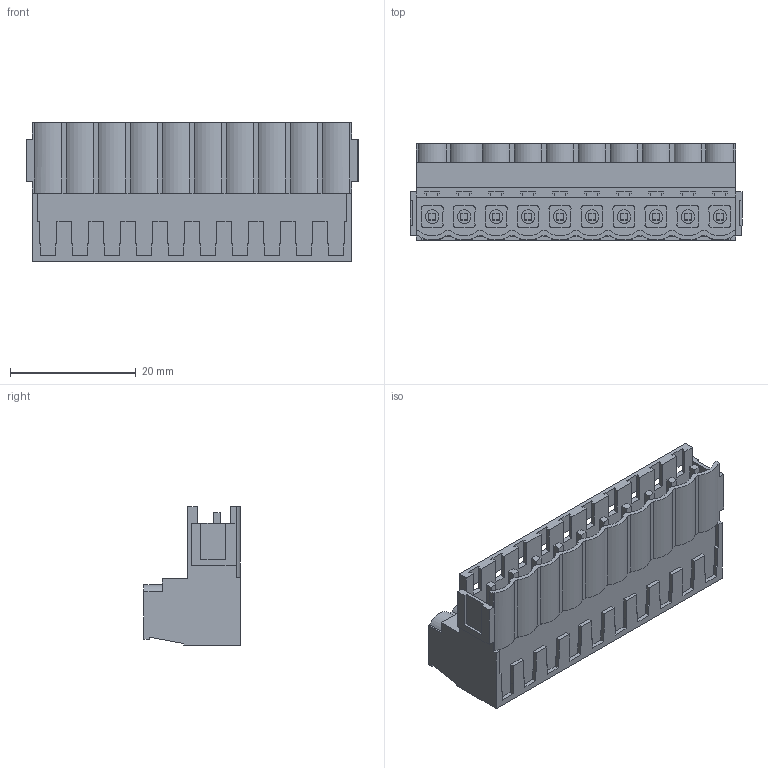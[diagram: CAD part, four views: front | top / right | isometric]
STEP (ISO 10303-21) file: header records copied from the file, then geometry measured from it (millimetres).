
FILE_DESCRIPTION(('CATIA V5 STEP Exchange','CAx-IF Rec.Pracs.--- Model Styling and Organization---1.4--- 2014-01-23'),'2;1');
FILE_NAME ('D1453769_1_1627320000_1627320000.stp','2022-08-02T11:14:02+00:00',('none'),('Weidmueller'),'CATIA Version 5-6 Release 2016 SP3 HF44','CATIA V5 STEP AP214','none');
FILE_SCHEMA(('AUTOMOTIVE_DESIGN { 1 0 10303 214 1 1 1 1 }'));
Length unit declared in the file: millimetre
Products named in the file (1): 1627320000
Bounding box: 52.76 x 15.3 x 22.05 mm (x, y, z)
Volume: 8736.7 mm3; surface area: 7681.4 mm2
Topology: 21 solids, 21 shells, 719 faces, 1874 edges, 1237 vertices
Faces by surface type: plane 549, cylinder 130, extrusion 40
Entity records: 21470 total; most frequent: CARTESIAN_POINT 5081, ORIENTED_EDGE 3748, DIRECTION 2602, EDGE_CURVE 1874, VECTOR 1532, LINE 1492, VERTEX_POINT 1237, EDGE_LOOP 779
